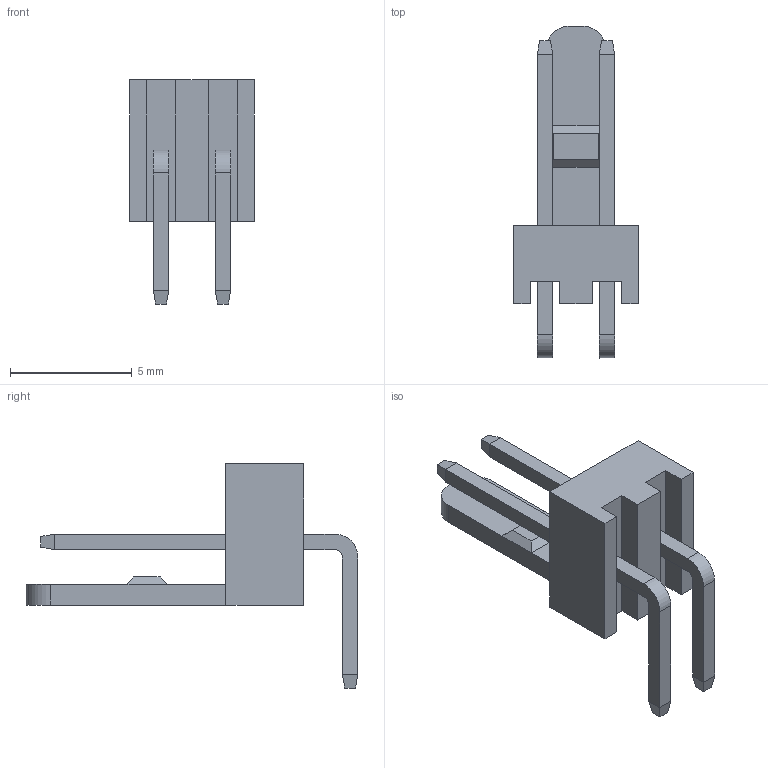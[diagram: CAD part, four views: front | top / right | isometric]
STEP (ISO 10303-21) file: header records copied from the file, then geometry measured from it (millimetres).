
FILE_DESCRIPTION (( 'STEP AP214' ), '1' );
FILE_NAME ('11634, SWR25X-NRTC-S02-RB-BA.STEP', '2015-05-29T16:31:15', ( 'User' ), ( 'Microsoft' ), 'SwSTEP 2.0', 'SolidWorks 2015', '' );
FILE_SCHEMA (( 'AUTOMOTIVE_DESIGN' ));
Length unit declared in the file: inch
Products named in the file (1): 11634, SWR25X-NRTC-S02-RB-BA
Bounding box: 5.12 x 13.62 x 9.2 mm (x, y, z)
Volume: 114 mm3; surface area: 302 mm2
Topology: 3 solids, 3 shells, 78 faces, 188 edges, 116 vertices
Faces by surface type: plane 72, cylinder 6
Entity records: 2270 total; most frequent: CARTESIAN_POINT 383, ORIENTED_EDGE 376, DIRECTION 358, EDGE_CURVE 188, LINE 176, VECTOR 176, VERTEX_POINT 116, AXIS2_PLACEMENT_3D 91
